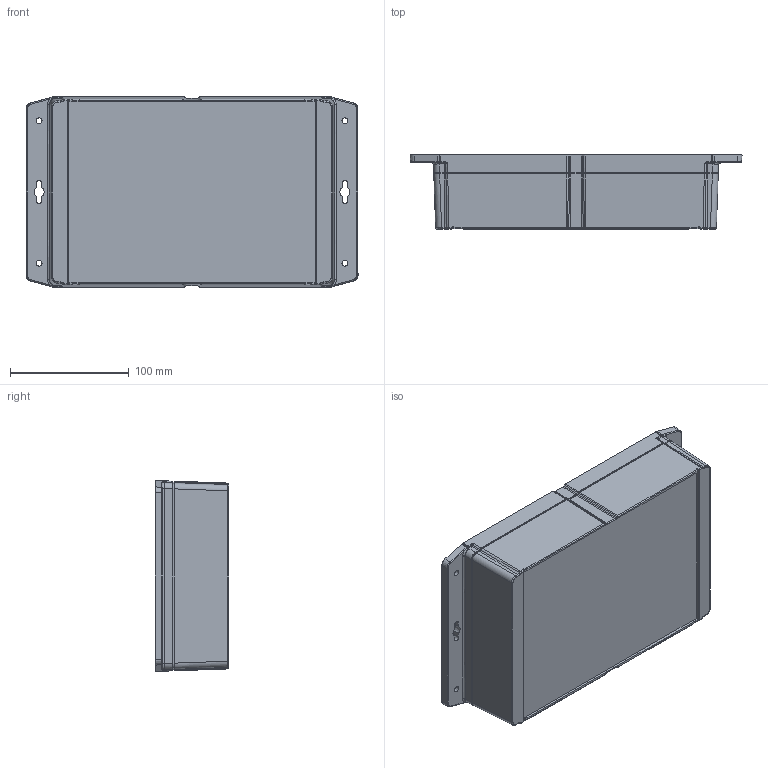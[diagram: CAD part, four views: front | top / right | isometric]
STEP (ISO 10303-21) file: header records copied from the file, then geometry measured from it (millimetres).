
FILE_DESCRIPTION (( 'STEP AP214' ), '1' );
FILE_NAME ('1555VA2F42GY.STEP', '2023-06-20T12:06:38', ( '' ), ( '' ), 'SwSTEP 2.0', 'SolidWorks 2021', '' );
FILE_SCHEMA (( 'AUTOMOTIVE_DESIGN' ));
Length unit declared in the file: inch
Products named in the file (1): 1555VA2F42GY
Bounding box: 280 x 62.2 x 161.05 mm (x, y, z)
Volume: 454140 mm3; surface area: 291639.2 mm2
Topology: 9 solids, 9 shells, 1874 faces, 4475 edges, 2725 vertices
Faces by surface type: plane 610, bspline 534, cylinder 436, cone 274, torus 20
Full cylindrical faces by diameter (mm): 3.251 x6, 3.5 x6, 3.88 x6, 4.013 x6, 7 x6
Entity records: 73434 total; most frequent: CARTESIAN_POINT 35088, ORIENTED_EDGE 8454, DIRECTION 6714, EDGE_CURVE 4227, VERTEX_POINT 2657, AXIS2_PLACEMENT_3D 2484, EDGE_LOOP 2186, FACE_OUTER_BOUND 1936
